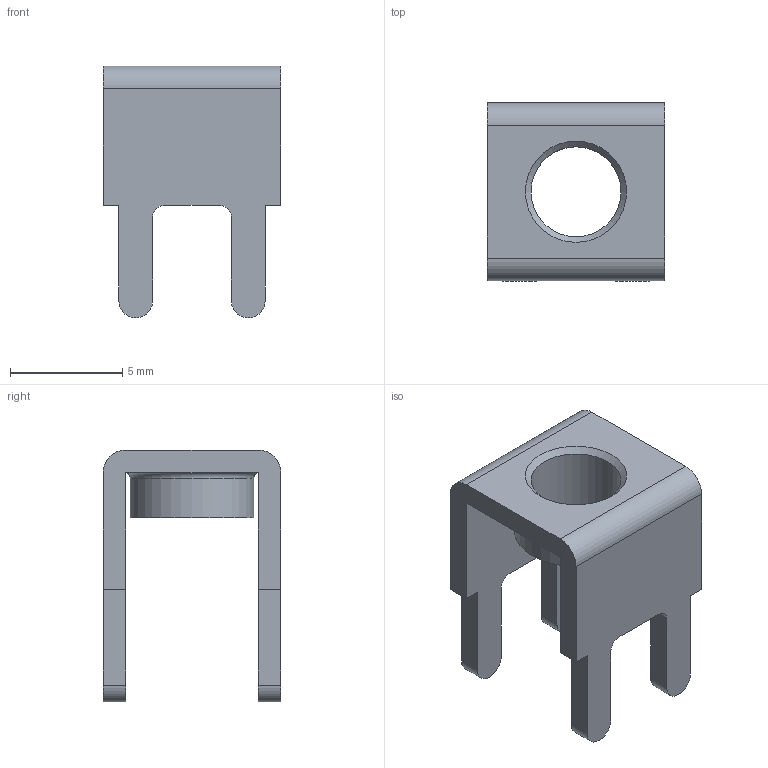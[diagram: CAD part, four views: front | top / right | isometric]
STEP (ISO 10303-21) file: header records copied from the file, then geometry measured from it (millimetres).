
FILE_DESCRIPTION(/* description */ ('STEP AP242','CAx-IF Rec.Pracs.---Representation and Presentation of Product Manufacturing Information (PMI)---4.0---2014-10-13','CAx-IF Rec.Pracs.---3D Tessellated Geometry---0.4---2014-09-14','2;1'),/* implementation_level */ '2;1');
FILE_NAME(/* name */ '65af7cff29654b398d31544a',/* time_stamp */ '2024-01-23T08:46:56Z',/* author */ (''),/* organization */ (''),/* preprocessor_version */ 'ST-DEVELOPER v19.4',/* originating_system */ ' ',/* authorisation */ ' ');
FILE_SCHEMA (('AP242_MANAGED_MODEL_BASED_3D_ENGINEERING_MIM_LF { 1 0 10303 442 1 1 4 }'));
Length unit declared in the file: metre
Products named in the file (1): screw-connector
Bounding box: 7.9 x 7.9 x 11.2 mm (x, y, z)
Volume: 180.1 mm3; surface area: 472.5 mm2
Topology: 1 solids, 1 shells, 38 faces, 108 edges, 72 vertices
Faces by surface type: plane 24, cylinder 12, torus 1, cone 1
Full cylindrical faces by diameter (mm): 4 x1, 5.5 x1
Entity records: 1220 total; most frequent: CARTESIAN_POINT 215, DIRECTION 204, ORIENTED_EDGE 202, EDGE_CURVE 101, LINE 72, VECTOR 72, VERTEX_POINT 69, AXIS2_PLACEMENT_3D 66
